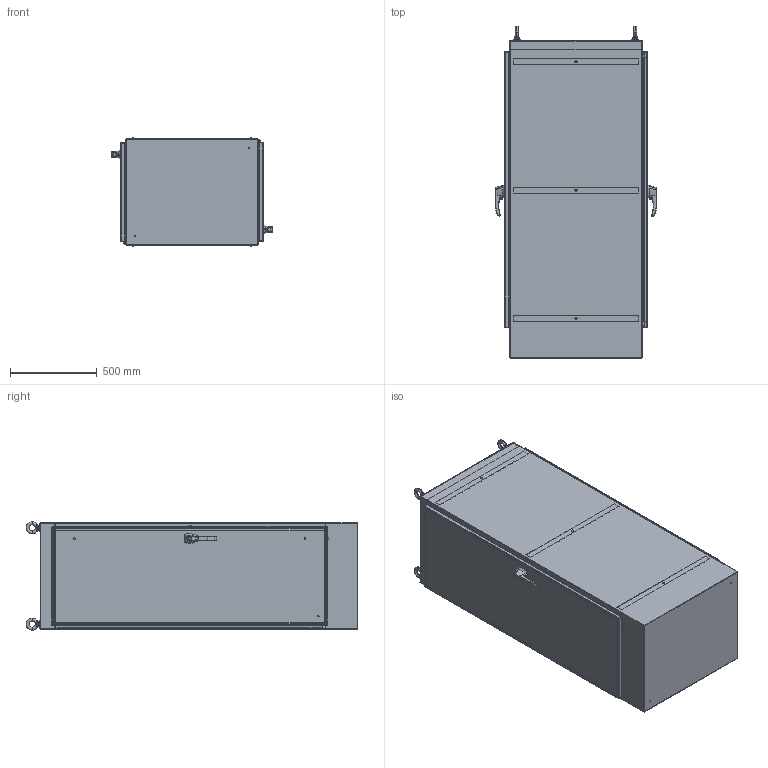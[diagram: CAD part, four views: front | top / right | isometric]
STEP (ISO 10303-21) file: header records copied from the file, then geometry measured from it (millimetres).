
FILE_DESCRIPTION (( 'STEP AP214' ), '1' );
FILE_NAME ('HN4FS722430DS16.STEP', '2019-09-04T11:01:24', ( '' ), ( '' ), 'SwSTEP 2.0', 'SolidWorks 2018', '' );
FILE_SCHEMA (( 'AUTOMOTIVE_DESIGN' ));
Length unit declared in the file: inch
Products named in the file (1): HN4FS722430DS16
Bounding box: 931.27 x 1911.5 x 624.94 mm (x, y, z)
Volume: 19210656.7 mm3; surface area: 15834232.3 mm2
Topology: 95 solids, 97 shells, 3325 faces, 8807 edges, 5686 vertices
Faces by surface type: cylinder 1537, plane 1460, cone 156, bspline 140, torus 32
Entity records: 170966 total; most frequent: CARTESIAN_POINT 45085, ORIENTED_EDGE 17554, DIRECTION 17421, EDGE_CURVE 8777, AXIS2_PLACEMENT_3D 6340, VERTEX_POINT 5686, VECTOR 4741, LINE 4741
